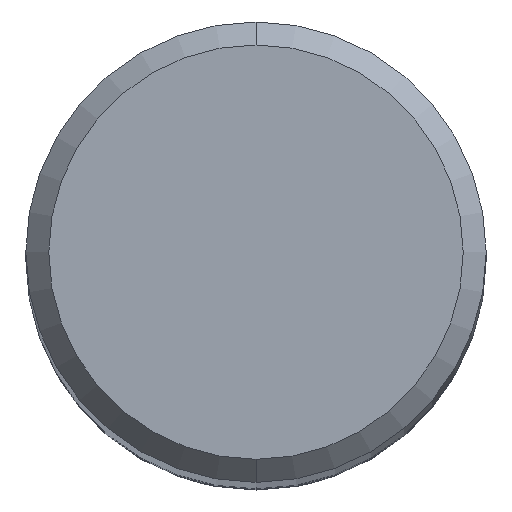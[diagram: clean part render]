
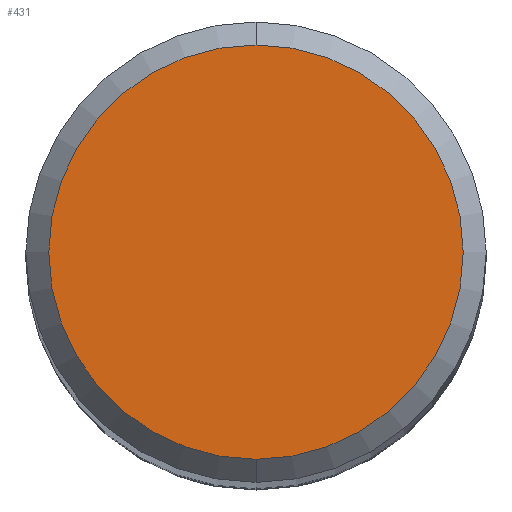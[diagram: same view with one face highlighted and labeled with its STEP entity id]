
A CAD part, top view. The second image highlights one B-rep face of the part: STEP entity #431.
In plain terms, the highlighted planar face has unit normal (0, 0, 1).
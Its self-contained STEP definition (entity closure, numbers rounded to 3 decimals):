
#191=VERTEX_POINT('',#496);
#321=VERTEX_POINT('',#640);
#339=EDGE_CURVE('',#191,#321,#660,.T.);
#431=ADVANCED_FACE('',(#764),#765,.T.);
#435=EDGE_CURVE('',#321,#191,#769,.T.);
#496=CARTESIAN_POINT('',(0.0,4.5,0.0));
#640=CARTESIAN_POINT('',(0.,-4.5,0.0));
#660=CIRCLE('',#1203,4.5);
#764=FACE_OUTER_BOUND('',#1413,.T.);
#765=PLANE('',#1414);
#769=CIRCLE('',#1421,4.5);
#1203=AXIS2_PLACEMENT_3D('',#1665,#1666,#1667);
#1413=EDGE_LOOP('',(#1794,#1795));
#1414=AXIS2_PLACEMENT_3D('',#1796,#1797,#1798);
#1421=AXIS2_PLACEMENT_3D('',#1800,#1801,#1802);
#1665=CARTESIAN_POINT('',(0.0,0.0,0.0));
#1666=DIRECTION('',(0.0,0.0,-1.0));
#1667=DIRECTION('',(0.0,1.0,0.0));
#1794=ORIENTED_EDGE('',*,*,#339,.F.);
#1795=ORIENTED_EDGE('',*,*,#435,.F.);
#1796=CARTESIAN_POINT('',(0.0,2.25,0.0));
#1797=DIRECTION('',(-0.0,0.0,1.0));
#1798=DIRECTION('',(0.0,-1.0,0.0));
#1800=CARTESIAN_POINT('',(0.0,0.0,0.0));
#1801=DIRECTION('',(0.0,0.0,-1.0));
#1802=DIRECTION('',(0.0,1.0,0.0));
